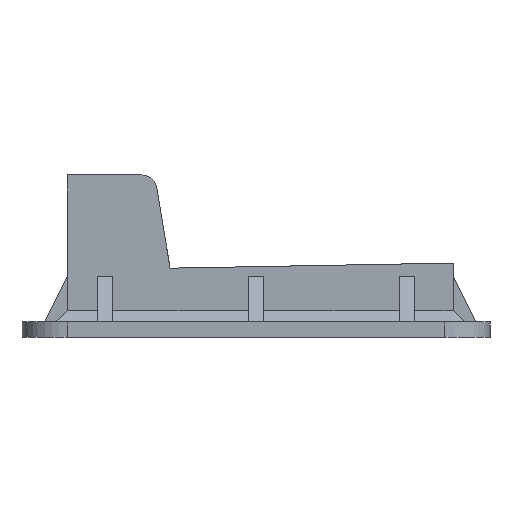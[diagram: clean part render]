
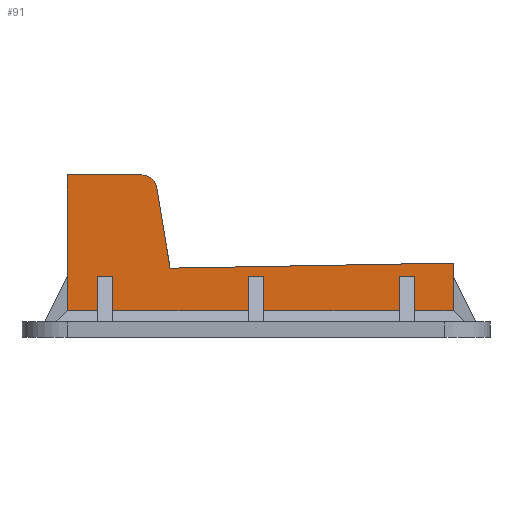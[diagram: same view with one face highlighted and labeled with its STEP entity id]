
A CAD part, left-side view. The second image highlights one B-rep face of the part: STEP entity #91.
In plain terms, the highlighted planar face has unit normal (-1, 0, 0).
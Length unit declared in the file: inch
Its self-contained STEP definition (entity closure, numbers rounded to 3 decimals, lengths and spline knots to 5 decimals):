
#91=ADVANCED_FACE('',(#183),#1606,.T.);
#183=FACE_OUTER_BOUND('',#277,.T.);
#277=EDGE_LOOP('',(#715,#716,#717,#718,#719,#720,#721,#722,#723,#724,#725,
#726,#727,#728,#729,#730,#731,#732,#733));
#715=ORIENTED_EDGE('',*,*,#1043,.T.);
#716=ORIENTED_EDGE('',*,*,#1027,.T.);
#717=ORIENTED_EDGE('',*,*,#864,.T.);
#718=ORIENTED_EDGE('',*,*,#1026,.F.);
#719=ORIENTED_EDGE('',*,*,#1029,.T.);
#720=ORIENTED_EDGE('',*,*,#915,.T.);
#721=ORIENTED_EDGE('',*,*,#916,.T.);
#722=ORIENTED_EDGE('',*,*,#941,.T.);
#723=ORIENTED_EDGE('',*,*,#925,.T.);
#724=ORIENTED_EDGE('',*,*,#926,.T.);
#725=ORIENTED_EDGE('',*,*,#933,.T.);
#726=ORIENTED_EDGE('',*,*,#949,.T.);
#727=ORIENTED_EDGE('',*,*,#1033,.T.);
#728=ORIENTED_EDGE('',*,*,#859,.F.);
#729=ORIENTED_EDGE('',*,*,#1034,.F.);
#730=ORIENTED_EDGE('',*,*,#1036,.T.);
#731=ORIENTED_EDGE('',*,*,#1041,.T.);
#732=ORIENTED_EDGE('',*,*,#854,.T.);
#733=ORIENTED_EDGE('',*,*,#1040,.F.);
#854=EDGE_CURVE('',#1388,#1386,#1140,.T.);
#859=EDGE_CURVE('',#1392,#1390,#1145,.T.);
#864=EDGE_CURVE('',#1396,#1394,#1150,.T.);
#915=EDGE_CURVE('',#1463,#1440,#1193,.T.);
#916=EDGE_CURVE('',#1440,#1441,#1194,.T.);
#925=EDGE_CURVE('',#1443,#1451,#1096,.T.);
#926=EDGE_CURVE('',#1451,#1452,#1201,.T.);
#933=EDGE_CURVE('',#1452,#1465,#1208,.T.);
#941=EDGE_CURVE('',#1441,#1443,#1216,.T.);
#949=EDGE_CURVE('',#1465,#1504,#1224,.T.);
#1026=EDGE_CURVE('',#1500,#1394,#1301,.T.);
#1027=EDGE_CURVE('',#1501,#1396,#1302,.T.);
#1029=EDGE_CURVE('',#1500,#1463,#1304,.T.);
#1033=EDGE_CURVE('',#1504,#1390,#1308,.T.);
#1034=EDGE_CURVE('',#1505,#1392,#1309,.T.);
#1036=EDGE_CURVE('',#1505,#1509,#1311,.T.);
#1040=EDGE_CURVE('',#1508,#1386,#1315,.T.);
#1041=EDGE_CURVE('',#1509,#1388,#1316,.T.);
#1043=EDGE_CURVE('',#1508,#1501,#1318,.T.);
#1096=TRIMMED_CURVE($,#1107,(#2457),(#2458),.T.,.CARTESIAN.);
#1107=CIRCLE('',#1807,0.02083);
#1140=B_SPLINE_CURVE_WITH_KNOTS('',1,(#2304,#2305),.UNSPECIFIED.,.F.,.F.,
(2,2),(5.,6.),.UNSPECIFIED.);
#1145=B_SPLINE_CURVE_WITH_KNOTS('',1,(#2314,#2315),.UNSPECIFIED.,.F.,.F.,
(2,2),(5.,6.),.UNSPECIFIED.);
#1150=B_SPLINE_CURVE_WITH_KNOTS('',1,(#2324,#2325),.UNSPECIFIED.,.F.,.F.,
(2,2),(5.,6.),.UNSPECIFIED.);
#1193=B_SPLINE_CURVE_WITH_KNOTS('',1,(#2434,#2435),.UNSPECIFIED.,.F.,.F.,
(2,2),(0.,5.15224),.UNSPECIFIED.);
#1194=B_SPLINE_CURVE_WITH_KNOTS('',1,(#2436,#2437),.UNSPECIFIED.,.F.,.F.,
(2,2),(0.,18.75303),.UNSPECIFIED.);
#1201=B_SPLINE_CURVE_WITH_KNOTS('',1,(#2459,#2460),.UNSPECIFIED.,.F.,.F.,
(2,2),(0.,4.93986),.UNSPECIFIED.);
#1208=B_SPLINE_CURVE_WITH_KNOTS('',1,(#2473,#2474),.UNSPECIFIED.,.F.,.F.,
(2,2),(0.,10.99167),.UNSPECIFIED.);
#1216=B_SPLINE_CURVE_WITH_KNOTS('',1,(#2489,#2490),.UNSPECIFIED.,.F.,.F.,
(2,2),(0.,5.41244),.UNSPECIFIED.);
#1224=B_SPLINE_CURVE_WITH_KNOTS('',1,(#2505,#2506),.UNSPECIFIED.,.F.,.F.,
(2,2),(0.,2.),.UNSPECIFIED.);
#1301=B_SPLINE_CURVE_WITH_KNOTS('',1,(#2721,#2722),.UNSPECIFIED.,.F.,.F.,
(2,2),(0.75,3.),.UNSPECIFIED.);
#1302=B_SPLINE_CURVE_WITH_KNOTS('',1,(#2723,#2724),.UNSPECIFIED.,.F.,.F.,
(2,2),(0.75,3.),.UNSPECIFIED.);
#1304=B_SPLINE_CURVE_WITH_KNOTS('',1,(#2727,#2728),.UNSPECIFIED.,.F.,.F.,
(2,2),(23.,25.56052),.UNSPECIFIED.);
#1308=B_SPLINE_CURVE_WITH_KNOTS('',1,(#2735,#2736),.UNSPECIFIED.,.F.,.F.,
(2,2),(0.75,3.),.UNSPECIFIED.);
#1309=B_SPLINE_CURVE_WITH_KNOTS('',1,(#2737,#2738),.UNSPECIFIED.,.F.,.F.,
(2,2),(0.75,3.),.UNSPECIFIED.);
#1311=B_SPLINE_CURVE_WITH_KNOTS('',1,(#2741,#2742),.UNSPECIFIED.,.F.,.F.,
(2,2),(3.,12.),.UNSPECIFIED.);
#1315=B_SPLINE_CURVE_WITH_KNOTS('',1,(#2749,#2750),.UNSPECIFIED.,.F.,.F.,
(2,2),(0.75,3.),.UNSPECIFIED.);
#1316=B_SPLINE_CURVE_WITH_KNOTS('',1,(#2751,#2752),.UNSPECIFIED.,.F.,.F.,
(2,2),(0.75,3.),.UNSPECIFIED.);
#1318=B_SPLINE_CURVE_WITH_KNOTS('',1,(#2755,#2756),.UNSPECIFIED.,.F.,.F.,
(2,2),(13.,22.),.UNSPECIFIED.);
#1386=VERTEX_POINT('',#2091);
#1388=VERTEX_POINT('',#2093);
#1390=VERTEX_POINT('',#2095);
#1392=VERTEX_POINT('',#2097);
#1394=VERTEX_POINT('',#2099);
#1396=VERTEX_POINT('',#2101);
#1440=VERTEX_POINT('',#2145);
#1441=VERTEX_POINT('',#2146);
#1443=VERTEX_POINT('',#2148);
#1451=VERTEX_POINT('',#2156);
#1452=VERTEX_POINT('',#2157);
#1463=VERTEX_POINT('',#2168);
#1465=VERTEX_POINT('',#2170);
#1500=VERTEX_POINT('',#2205);
#1501=VERTEX_POINT('',#2206);
#1504=VERTEX_POINT('',#2209);
#1505=VERTEX_POINT('',#2210);
#1508=VERTEX_POINT('',#2213);
#1509=VERTEX_POINT('',#2214);
#1606=PLANE('',#1782);
#1782=AXIS2_PLACEMENT_3D('',#2051,#1881,$);
#1807=AXIS2_PLACEMENT_3D($,#2456,#1916,#1917);
#1881=DIRECTION('',(-1.,0.,0.));
#1916=DIRECTION('',(-1.,0.,0.));
#1917=DIRECTION('',(0.,-0.987,0.163));
#2051=CARTESIAN_POINT('',(0.04167,0.05083,0.22378));
#2091=CARTESIAN_POINT('',(0.04167,0.3125,0.08333));
#2093=CARTESIAN_POINT('',(0.04167,0.33334,0.08333));
#2095=CARTESIAN_POINT('',(0.04167,0.54167,0.08333));
#2097=CARTESIAN_POINT('',(0.04167,0.52084,0.08333));
#2099=CARTESIAN_POINT('',(0.04167,0.10417,0.08333));
#2101=CARTESIAN_POINT('',(0.04167,0.125,0.08333));
#2145=CARTESIAN_POINT('',(0.04167,0.05083,0.10213));
#2146=CARTESIAN_POINT('',(0.04167,0.44145,0.09511));
#2148=CARTESIAN_POINT('',(0.04167,0.45987,0.20635));
#2156=CARTESIAN_POINT('',(0.04167,0.48042,0.22378));
#2157=CARTESIAN_POINT('',(0.04167,0.58334,0.22378));
#2168=CARTESIAN_POINT('',(0.04167,0.05083,0.03646));
#2170=CARTESIAN_POINT('',(0.04167,0.58334,0.03646));
#2205=CARTESIAN_POINT('',(0.04167,0.10417,0.03646));
#2206=CARTESIAN_POINT('',(0.04167,0.125,0.03646));
#2209=CARTESIAN_POINT('',(0.04167,0.54167,0.03646));
#2210=CARTESIAN_POINT('',(0.04167,0.52084,0.03646));
#2213=CARTESIAN_POINT('',(0.04167,0.3125,0.03646));
#2214=CARTESIAN_POINT('',(0.04167,0.33334,0.03646));
#2304=CARTESIAN_POINT('',(0.04167,0.33334,0.08333));
#2305=CARTESIAN_POINT('',(0.04167,0.3125,0.08333));
#2314=CARTESIAN_POINT('',(0.04167,0.52084,0.08333));
#2315=CARTESIAN_POINT('',(0.04167,0.54167,0.08333));
#2324=CARTESIAN_POINT('',(0.04167,0.125,0.08333));
#2325=CARTESIAN_POINT('',(0.04167,0.10417,0.08333));
#2434=CARTESIAN_POINT('',(0.04167,0.05083,0.03646));
#2435=CARTESIAN_POINT('',(0.04167,0.05083,0.10213));
#2436=CARTESIAN_POINT('',(0.04167,0.05083,0.10213));
#2437=CARTESIAN_POINT('',(0.04167,0.44145,0.09511));
#2456=CARTESIAN_POINT('',(0.04167,0.48042,0.20295));
#2457=CARTESIAN_POINT('',(0.04167,0.45987,0.20635));
#2458=CARTESIAN_POINT('',(0.04167,0.48042,0.22378));
#2459=CARTESIAN_POINT('',(0.04167,0.48042,0.22378));
#2460=CARTESIAN_POINT('',(0.04167,0.58334,0.22378));
#2473=CARTESIAN_POINT('',(0.04167,0.58334,0.22378));
#2474=CARTESIAN_POINT('',(0.04167,0.58334,0.03646));
#2489=CARTESIAN_POINT('',(0.04167,0.44145,0.09511));
#2490=CARTESIAN_POINT('',(0.04167,0.45987,0.20635));
#2505=CARTESIAN_POINT('',(0.04167,0.58334,0.03646));
#2506=CARTESIAN_POINT('',(0.04167,0.54167,0.03646));
#2721=CARTESIAN_POINT('',(0.04167,0.10417,0.03646));
#2722=CARTESIAN_POINT('',(0.04167,0.10417,0.08333));
#2723=CARTESIAN_POINT('',(0.04167,0.125,0.03646));
#2724=CARTESIAN_POINT('',(0.04167,0.125,0.08333));
#2727=CARTESIAN_POINT('',(0.04167,0.10417,0.03646));
#2728=CARTESIAN_POINT('',(0.04167,0.05083,0.03646));
#2735=CARTESIAN_POINT('',(0.04167,0.54167,0.03646));
#2736=CARTESIAN_POINT('',(0.04167,0.54167,0.08333));
#2737=CARTESIAN_POINT('',(0.04167,0.52084,0.03646));
#2738=CARTESIAN_POINT('',(0.04167,0.52084,0.08333));
#2741=CARTESIAN_POINT('',(0.04167,0.52084,0.03646));
#2742=CARTESIAN_POINT('',(0.04167,0.33334,0.03646));
#2749=CARTESIAN_POINT('',(0.04167,0.3125,0.03646));
#2750=CARTESIAN_POINT('',(0.04167,0.3125,0.08333));
#2751=CARTESIAN_POINT('',(0.04167,0.33334,0.03646));
#2752=CARTESIAN_POINT('',(0.04167,0.33334,0.08333));
#2755=CARTESIAN_POINT('',(0.04167,0.3125,0.03646));
#2756=CARTESIAN_POINT('',(0.04167,0.125,0.03646));
